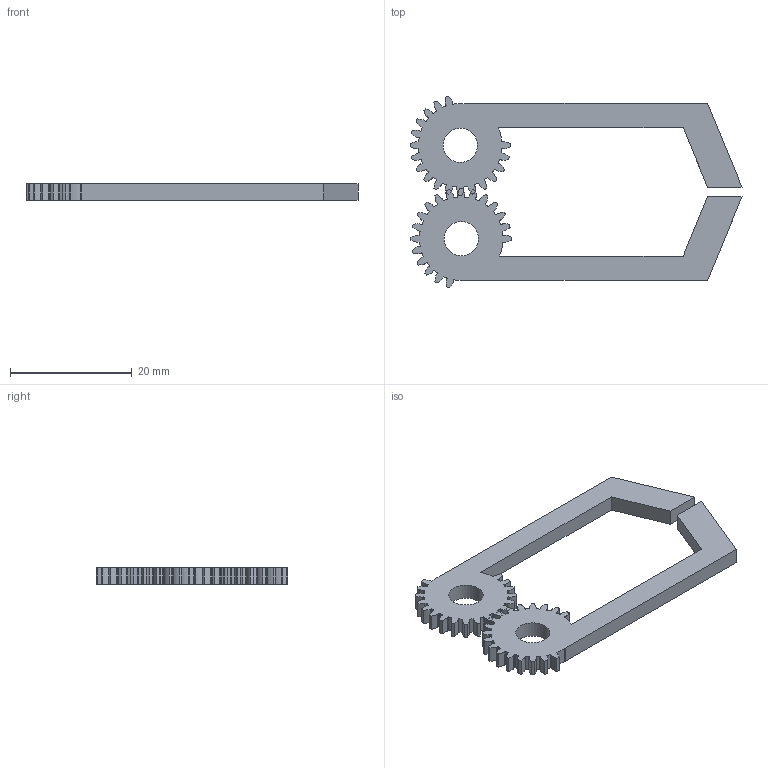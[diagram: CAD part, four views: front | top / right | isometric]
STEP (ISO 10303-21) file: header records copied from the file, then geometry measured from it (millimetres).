
FILE_DESCRIPTION(/* description */ ('','CAx-IF Rec.Pracs.---Representation and Presentation of Product Manufacturing Information (PMI)---4.0---2014-10-13'),/* implementation_level */ '2;1');
FILE_NAME(/* name */ 'GRIPPER CLAW v2.step',/* time_stamp */ '2025-03-02T20:09:11+13:00',/* author */ (''),/* organization */ (''),/* preprocessor_version */ 'ST-DEVELOPER v20',/* originating_system */ 'Autodesk Translation Framework v13.20.0.188',/* authorisation */ '');
FILE_SCHEMA (('AP242_MANAGED_MODEL_BASED_3D_ENGINEERING_MIM_LF { 1 0 10303 442 1 1 4 }'));
Length unit declared in the file: millimetre
Products named in the file (2): GRIPPER CLAW; Spur Gear (24 teeth) (1)
Assembly tree (1 placements, depth 2):
  GRIPPER CLAW
    Spur Gear (24 teeth) (1)
Bounding box: 54.46 x 31.39 x 2.63 mm (x, y, z)
Volume: 1837.4 mm3; surface area: 2423.5 mm2
Topology: 2 solids, 2 shells, 308 faces, 912 edges, 608 vertices
Faces by surface type: cylinder 150, plane 86, bspline 72
Full cylindrical faces by diameter (mm): 5.635 x2
Entity records: 28148 total; most frequent: CARTESIAN_POINT 20119, ORIENTED_EDGE 1824, DIRECTION 1546, EDGE_CURVE 912, VERTEX_POINT 608, AXIS2_PLACEMENT_3D 539, LINE 468, VECTOR 468
